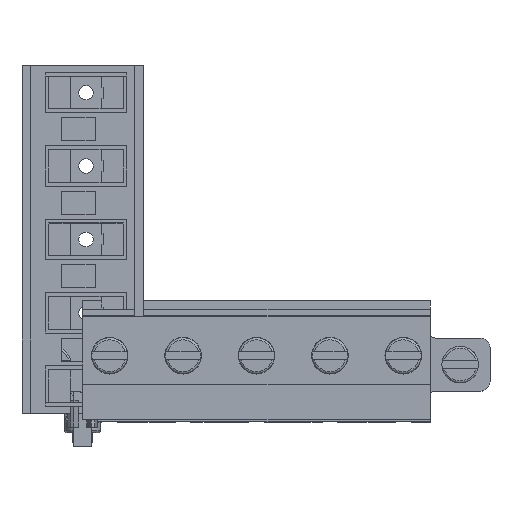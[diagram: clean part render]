
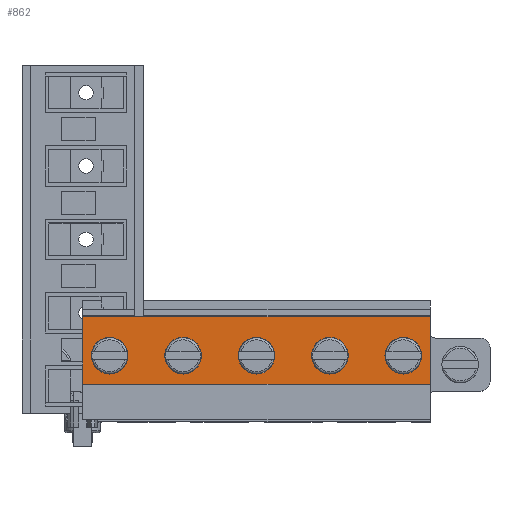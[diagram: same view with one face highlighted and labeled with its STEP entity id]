
A CAD part, top view. The second image highlights one B-rep face of the part: STEP entity #862.
In plain terms, the highlighted planar face has unit normal (0, 0, 1).
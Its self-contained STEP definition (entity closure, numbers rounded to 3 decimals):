
#862 = ADVANCED_FACE( '', ( #2294, #2295, #2296, #2297, #2298, #2299 ), #2300, .T. );
#2294 = FACE_BOUND( '', #4395, .T. );
#2295 = FACE_BOUND( '', #4396, .T. );
#2296 = FACE_BOUND( '', #4397, .T. );
#2297 = FACE_BOUND( '', #4398, .T. );
#2298 = FACE_BOUND( '', #4399, .T. );
#2299 = FACE_OUTER_BOUND( '', #4400, .T. );
#2300 = PLANE( '', #4401 );
#4395 = EDGE_LOOP( '', ( #6946 ) );
#4396 = EDGE_LOOP( '', ( #6947 ) );
#4397 = EDGE_LOOP( '', ( #6948 ) );
#4398 = EDGE_LOOP( '', ( #6949 ) );
#4399 = EDGE_LOOP( '', ( #6950 ) );
#4400 = EDGE_LOOP( '', ( #6951, #6952, #6953, #6954 ) );
#4401 = AXIS2_PLACEMENT_3D( '', #6955, #6956, #6957 );
#6946 = ORIENTED_EDGE( '', *, *, #12734, .T. );
#6947 = ORIENTED_EDGE( '', *, *, #12735, .T. );
#6948 = ORIENTED_EDGE( '', *, *, #12736, .T. );
#6949 = ORIENTED_EDGE( '', *, *, #12737, .T. );
#6950 = ORIENTED_EDGE( '', *, *, #12738, .T. );
#6951 = ORIENTED_EDGE( '', *, *, #12739, .F. );
#6952 = ORIENTED_EDGE( '', *, *, #12740, .F. );
#6953 = ORIENTED_EDGE( '', *, *, #12741, .T. );
#6954 = ORIENTED_EDGE( '', *, *, #12742, .T. );
#6955 = CARTESIAN_POINT( '', ( 36.08, 3., 17.6 ) );
#6956 = DIRECTION( '', ( 0., 0., 1. ) );
#6957 = DIRECTION( '', ( 1., 0., 0. ) );
#12734 = EDGE_CURVE( '', #15461, #15461, #15462, .T. );
#12735 = EDGE_CURVE( '', #15463, #15463, #15464, .T. );
#12736 = EDGE_CURVE( '', #15465, #15465, #15466, .T. );
#12737 = EDGE_CURVE( '', #15467, #15467, #15468, .T. );
#12738 = EDGE_CURVE( '', #15469, #15469, #15470, .T. );
#12739 = EDGE_CURVE( '', #15471, #15472, #15473, .T. );
#12740 = EDGE_CURVE( '', #15474, #15471, #15475, .T. );
#12741 = EDGE_CURVE( '', #15474, #15476, #15477, .T. );
#12742 = EDGE_CURVE( '', #15476, #15472, #15478, .T. );
#15461 = VERTEX_POINT( '', #19337 );
#15462 = CIRCLE( '', #19338, 1.9 );
#15463 = VERTEX_POINT( '', #19339 );
#15464 = CIRCLE( '', #19340, 1.9 );
#15465 = VERTEX_POINT( '', #19341 );
#15466 = CIRCLE( '', #19342, 1.9 );
#15467 = VERTEX_POINT( '', #19343 );
#15468 = CIRCLE( '', #19344, 1.9 );
#15469 = VERTEX_POINT( '', #19345 );
#15470 = CIRCLE( '', #19346, 1.9 );
#15471 = VERTEX_POINT( '', #19347 );
#15472 = VERTEX_POINT( '', #19348 );
#15473 = LINE( '', #19349, #19350 );
#15474 = VERTEX_POINT( '', #19351 );
#15475 = LINE( '', #19352, #19353 );
#15476 = VERTEX_POINT( '', #19354 );
#15477 = LINE( '', #19355, #19356 );
#15478 = LINE( '', #19357, #19358 );
#19337 = CARTESIAN_POINT( '', ( 25.66, 4.05, 17.6 ) );
#19338 = AXIS2_PLACEMENT_3D( '', #23770, #23771, #23772 );
#19339 = CARTESIAN_POINT( '', ( 18.04, 4.05, 17.6 ) );
#19340 = AXIS2_PLACEMENT_3D( '', #23773, #23774, #23775 );
#19341 = CARTESIAN_POINT( '', ( 10.42, 4.05, 17.6 ) );
#19342 = AXIS2_PLACEMENT_3D( '', #23776, #23777, #23778 );
#19343 = CARTESIAN_POINT( '', ( 33.28, 4.05, 17.6 ) );
#19344 = AXIS2_PLACEMENT_3D( '', #23779, #23780, #23781 );
#19345 = CARTESIAN_POINT( '', ( 2.8, 4.05, 17.6 ) );
#19346 = AXIS2_PLACEMENT_3D( '', #23782, #23783, #23784 );
#19347 = CARTESIAN_POINT( '', ( 0., 3., 17.6 ) );
#19348 = CARTESIAN_POINT( '', ( 0., 10., 17.6 ) );
#19349 = CARTESIAN_POINT( '', ( 0., 3., 17.6 ) );
#19350 = VECTOR( '', #23785, 1000. );
#19351 = CARTESIAN_POINT( '', ( 36.08, 3., 17.6 ) );
#19352 = CARTESIAN_POINT( '', ( 36.08, 3., 17.6 ) );
#19353 = VECTOR( '', #23786, 1000. );
#19354 = CARTESIAN_POINT( '', ( 36.08, 10., 17.6 ) );
#19355 = CARTESIAN_POINT( '', ( 36.08, 3., 17.6 ) );
#19356 = VECTOR( '', #23787, 1000. );
#19357 = CARTESIAN_POINT( '', ( 36.08, 10., 17.6 ) );
#19358 = VECTOR( '', #23788, 1000. );
#23770 = CARTESIAN_POINT( '', ( 25.66, 5.95, 17.6 ) );
#23771 = DIRECTION( '', ( 0., 0., -1. ) );
#23772 = DIRECTION( '', ( 0., -1., 0. ) );
#23773 = CARTESIAN_POINT( '', ( 18.04, 5.95, 17.6 ) );
#23774 = DIRECTION( '', ( 0., 0., -1. ) );
#23775 = DIRECTION( '', ( 0., -1., 0. ) );
#23776 = CARTESIAN_POINT( '', ( 10.42, 5.95, 17.6 ) );
#23777 = DIRECTION( '', ( 0., 0., -1. ) );
#23778 = DIRECTION( '', ( 0., -1., 0. ) );
#23779 = CARTESIAN_POINT( '', ( 33.28, 5.95, 17.6 ) );
#23780 = DIRECTION( '', ( 0., 0., -1. ) );
#23781 = DIRECTION( '', ( 0., -1., 0. ) );
#23782 = CARTESIAN_POINT( '', ( 2.8, 5.95, 17.6 ) );
#23783 = DIRECTION( '', ( 0., 0., -1. ) );
#23784 = DIRECTION( '', ( 0., -1., 0. ) );
#23785 = DIRECTION( '', ( 0., 1., 0. ) );
#23786 = DIRECTION( '', ( -1., 0., 0. ) );
#23787 = DIRECTION( '', ( 0., 1., 0. ) );
#23788 = DIRECTION( '', ( -1., 0., 0. ) );
